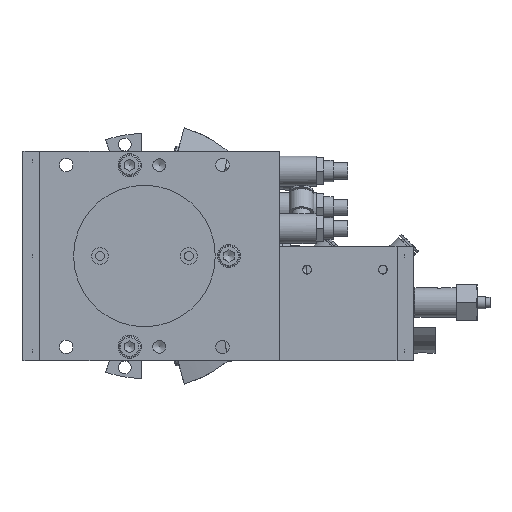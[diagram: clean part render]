
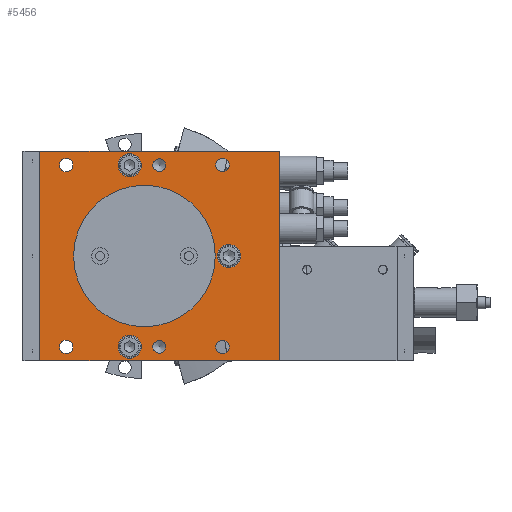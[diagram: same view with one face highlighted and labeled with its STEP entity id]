
A CAD part, front view. The second image highlights one B-rep face of the part: STEP entity #5456.
In plain terms, the highlighted planar face has unit normal (0, -1, 0).
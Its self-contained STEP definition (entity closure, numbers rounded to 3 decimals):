
#4294=CARTESIAN_POINT('',(33.5,-68.,0.));
#4295=VERTEX_POINT('',#4294);
#4296=CARTESIAN_POINT('',(0.,-68.,0.));
#4297=DIRECTION('',(0.0,1.0,0.0));
#4298=DIRECTION('',(1.0,0.0,0.0));
#4299=AXIS2_PLACEMENT_3D('',#4296,#4297,#4298);
#4300=CIRCLE('',#4299,33.5);
#4301=EDGE_CURVE('',#4295,#4295,#4300,.T.);
#4817=CARTESIAN_POINT('',(-1.5,-68.,-43.));
#4818=VERTEX_POINT('',#4817);
#4819=CARTESIAN_POINT('',(-7.,-68.,-43.));
#4820=DIRECTION('',(0.0,1.0,0.0));
#4821=DIRECTION('',(1.0,0.0,0.0));
#4822=AXIS2_PLACEMENT_3D('',#4819,#4820,#4821);
#4823=CIRCLE('',#4822,5.5);
#4824=EDGE_CURVE('',#4818,#4818,#4823,.T.);
#4885=CARTESIAN_POINT('',(-1.5,-68.,43.));
#4886=VERTEX_POINT('',#4885);
#4887=CARTESIAN_POINT('',(-7.,-68.,43.));
#4888=DIRECTION('',(0.0,1.0,0.0));
#4889=DIRECTION('',(1.0,0.0,0.0));
#4890=AXIS2_PLACEMENT_3D('',#4887,#4888,#4889);
#4891=CIRCLE('',#4890,5.5);
#4892=EDGE_CURVE('',#4886,#4886,#4891,.T.);
#4953=CARTESIAN_POINT('',(45.5,-68.,0.));
#4954=VERTEX_POINT('',#4953);
#4955=CARTESIAN_POINT('',(40.,-68.,0.));
#4956=DIRECTION('',(0.0,1.0,0.0));
#4957=DIRECTION('',(1.0,0.0,0.0));
#4958=AXIS2_PLACEMENT_3D('',#4955,#4956,#4957);
#4959=CIRCLE('',#4958,5.5);
#4960=EDGE_CURVE('',#4954,#4954,#4959,.T.);
#4993=CARTESIAN_POINT('',(10.,-68.,43.));
#4994=VERTEX_POINT('',#4993);
#4995=CARTESIAN_POINT('',(7.,-68.,43.));
#4996=DIRECTION('',(0.0,1.0,0.0));
#4997=DIRECTION('',(-1.0,0.0,0.0));
#4998=AXIS2_PLACEMENT_3D('',#4995,#4996,#4997);
#4999=CIRCLE('',#4998,3.0);
#5000=EDGE_CURVE('',#4994,#4994,#4999,.T.);
#5021=CARTESIAN_POINT('',(10.,-68.,-43.));
#5022=VERTEX_POINT('',#5021);
#5023=CARTESIAN_POINT('',(7.,-68.,-43.));
#5024=DIRECTION('',(0.0,1.0,0.0));
#5025=DIRECTION('',(-1.0,0.0,0.0));
#5026=AXIS2_PLACEMENT_3D('',#5023,#5024,#5025);
#5027=CIRCLE('',#5026,3.0);
#5028=EDGE_CURVE('',#5022,#5022,#5027,.T.);
#5049=CARTESIAN_POINT('',(40.2,-68.,-43.));
#5050=VERTEX_POINT('',#5049);
#5051=CARTESIAN_POINT('',(37.,-68.,-43.));
#5052=DIRECTION('',(0.0,1.0,0.0));
#5053=DIRECTION('',(-1.0,0.0,0.0));
#5054=AXIS2_PLACEMENT_3D('',#5051,#5052,#5053);
#5055=CIRCLE('',#5054,3.2);
#5056=EDGE_CURVE('',#5050,#5050,#5055,.T.);
#5077=CARTESIAN_POINT('',(-33.8,-68.,43.));
#5078=VERTEX_POINT('',#5077);
#5079=CARTESIAN_POINT('',(-37.,-68.,43.));
#5080=DIRECTION('',(0.0,1.0,0.0));
#5081=DIRECTION('',(-1.0,0.0,0.0));
#5082=AXIS2_PLACEMENT_3D('',#5079,#5080,#5081);
#5083=CIRCLE('',#5082,3.2);
#5084=EDGE_CURVE('',#5078,#5078,#5083,.T.);
#5105=CARTESIAN_POINT('',(-33.8,-68.,-43.));
#5106=VERTEX_POINT('',#5105);
#5107=CARTESIAN_POINT('',(-37.,-68.,-43.));
#5108=DIRECTION('',(0.0,1.0,0.0));
#5109=DIRECTION('',(-1.0,0.0,0.0));
#5110=AXIS2_PLACEMENT_3D('',#5107,#5108,#5109);
#5111=CIRCLE('',#5110,3.2);
#5112=EDGE_CURVE('',#5106,#5106,#5111,.T.);
#5133=CARTESIAN_POINT('',(40.2,-68.,43.));
#5134=VERTEX_POINT('',#5133);
#5135=CARTESIAN_POINT('',(37.,-68.,43.));
#5136=DIRECTION('',(0.0,1.0,0.0));
#5137=DIRECTION('',(-1.0,0.0,0.0));
#5138=AXIS2_PLACEMENT_3D('',#5135,#5136,#5137);
#5139=CIRCLE('',#5138,3.2);
#5140=EDGE_CURVE('',#5134,#5134,#5139,.T.);
#5290=CARTESIAN_POINT('',(64.,-68.,49.5));
#5291=VERTEX_POINT('',#5290);
#5292=CARTESIAN_POINT('',(64.,-68.,-49.5));
#5293=VERTEX_POINT('',#5292);
#5294=CARTESIAN_POINT('',(64.,-68.,49.5));
#5295=DIRECTION('',(0.0,0.0,-1.0));
#5296=VECTOR('',#5295,99.0);
#5297=LINE('',#5294,#5296);
#5298=EDGE_CURVE('',#5291,#5293,#5297,.T.);
#5336=CARTESIAN_POINT('',(-49.5,-68.,-49.5));
#5337=VERTEX_POINT('',#5336);
#5338=CARTESIAN_POINT('',(64.,-68.,-49.5));
#5339=DIRECTION('',(-1.0,0.0,0.0));
#5340=VECTOR('',#5339,113.5);
#5341=LINE('',#5338,#5340);
#5342=EDGE_CURVE('',#5293,#5337,#5341,.T.);
#5367=CARTESIAN_POINT('',(-49.5,-68.,49.5));
#5368=VERTEX_POINT('',#5367);
#5369=CARTESIAN_POINT('',(-49.5,-68.,-49.5));
#5370=DIRECTION('',(0.0,0.0,1.0));
#5371=VECTOR('',#5370,99.);
#5372=LINE('',#5369,#5371);
#5373=EDGE_CURVE('',#5337,#5368,#5372,.T.);
#5398=CARTESIAN_POINT('',(-49.5,-68.,49.5));
#5399=DIRECTION('',(1.0,0.0,0.0));
#5400=VECTOR('',#5399,113.5);
#5401=LINE('',#5398,#5400);
#5402=EDGE_CURVE('',#5368,#5291,#5401,.T.);
#5415=CARTESIAN_POINT('',(7.25,-68.,0.));
#5416=DIRECTION('',(0.0,-1.0,0.0));
#5417=DIRECTION('',(1.0,0.0,0.0));
#5418=AXIS2_PLACEMENT_3D('',#5415,#5416,#5417);
#5419=PLANE('',#5418);
#5420=ORIENTED_EDGE('',*,*,#5298,.F.);
#5421=ORIENTED_EDGE('',*,*,#5402,.F.);
#5422=ORIENTED_EDGE('',*,*,#5373,.F.);
#5423=ORIENTED_EDGE('',*,*,#5342,.F.);
#5424=EDGE_LOOP('',(#5420,#5421,#5422,#5423));
#5425=FACE_OUTER_BOUND('',#5424,.T.);
#5426=ORIENTED_EDGE('',*,*,#4301,.T.);
#5427=EDGE_LOOP('',(#5426));
#5428=FACE_BOUND('',#5427,.T.);
#5429=ORIENTED_EDGE('',*,*,#4824,.T.);
#5430=EDGE_LOOP('',(#5429));
#5431=FACE_BOUND('',#5430,.T.);
#5432=ORIENTED_EDGE('',*,*,#4892,.T.);
#5433=EDGE_LOOP('',(#5432));
#5434=FACE_BOUND('',#5433,.T.);
#5435=ORIENTED_EDGE('',*,*,#4960,.T.);
#5436=EDGE_LOOP('',(#5435));
#5437=FACE_BOUND('',#5436,.T.);
#5438=ORIENTED_EDGE('',*,*,#5000,.T.);
#5439=EDGE_LOOP('',(#5438));
#5440=FACE_BOUND('',#5439,.T.);
#5441=ORIENTED_EDGE('',*,*,#5028,.T.);
#5442=EDGE_LOOP('',(#5441));
#5443=FACE_BOUND('',#5442,.T.);
#5444=ORIENTED_EDGE('',*,*,#5056,.T.);
#5445=EDGE_LOOP('',(#5444));
#5446=FACE_BOUND('',#5445,.T.);
#5447=ORIENTED_EDGE('',*,*,#5084,.T.);
#5448=EDGE_LOOP('',(#5447));
#5449=FACE_BOUND('',#5448,.T.);
#5450=ORIENTED_EDGE('',*,*,#5112,.T.);
#5451=EDGE_LOOP('',(#5450));
#5452=FACE_BOUND('',#5451,.T.);
#5453=ORIENTED_EDGE('',*,*,#5140,.T.);
#5454=EDGE_LOOP('',(#5453));
#5455=FACE_BOUND('',#5454,.T.);
#5456=ADVANCED_FACE('',(#5425,#5428,#5431,#5434,#5437,#5440,#5443,#5446,#5449,#5452,#5455),#5419,.T.);
